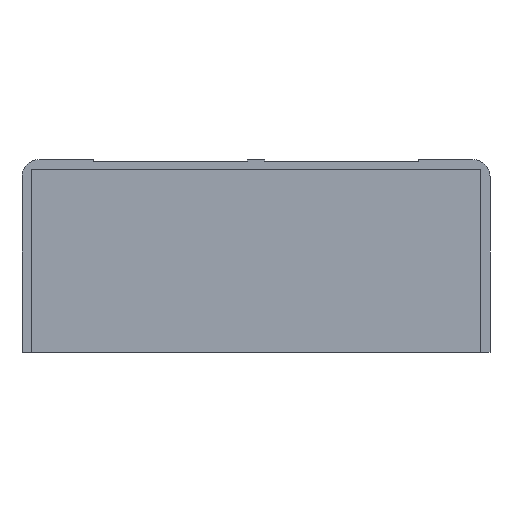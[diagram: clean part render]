
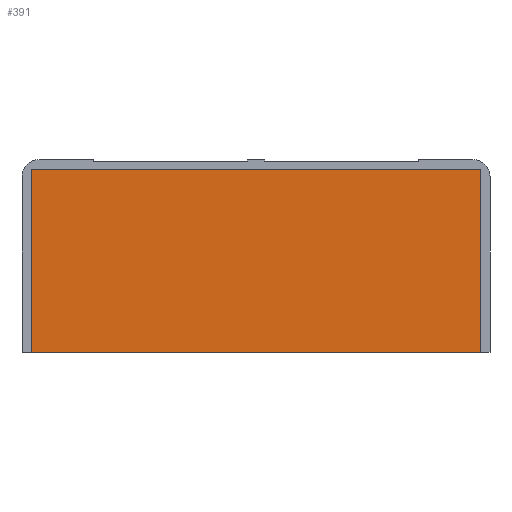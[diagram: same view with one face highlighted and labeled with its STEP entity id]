
A CAD part, left-side view. The second image highlights one B-rep face of the part: STEP entity #391.
In plain terms, the highlighted planar face has unit normal (-1, 0, 0).
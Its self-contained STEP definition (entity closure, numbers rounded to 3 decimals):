
#39 = CARTESIAN_POINT ( 'NONE',  ( -2., -40.5, 53.5 ) ) ;
#41 = ORIENTED_EDGE ( 'NONE', *, *, #122, .F. ) ;
#86 = FACE_OUTER_BOUND ( 'NONE', #564, .T. ) ;
#122 = EDGE_CURVE ( 'NONE', #494, #151, #181, .T. ) ;
#151 = VERTEX_POINT ( 'NONE', #449 ) ;
#152 = VECTOR ( 'NONE', #513, 1000. ) ;
#158 = VERTEX_POINT ( 'NONE', #39 ) ;
#160 = DIRECTION ( 'NONE',  ( 0., 0., 1. ) ) ;
#181 = LINE ( 'NONE', #601, #456 ) ;
#194 = CARTESIAN_POINT ( 'NONE',  ( -2., -40.5, 55.5 ) ) ;
#217 = CARTESIAN_POINT ( 'NONE',  ( -2., 90.5, 53.5 ) ) ;
#251 = LINE ( 'NONE', #511, #523 ) ;
#298 = CARTESIAN_POINT ( 'NONE',  ( -2., -40.5, 0. ) ) ;
#315 = AXIS2_PLACEMENT_3D ( 'NONE', #316, #410, #160 ) ;
#316 = CARTESIAN_POINT ( 'NONE',  ( -2., 0., 0. ) ) ;
#326 = DIRECTION ( 'NONE',  ( 0., 1., 0. ) ) ;
#391 = ADVANCED_FACE ( 'NONE', ( #86 ), #584, .T. ) ;
#410 = DIRECTION ( 'NONE',  ( -1., 0., 0. ) ) ;
#430 = EDGE_CURVE ( 'NONE', #494, #158, #459, .T. ) ;
#431 = DIRECTION ( 'NONE',  ( 0., 1., 0. ) ) ;
#441 = ORIENTED_EDGE ( 'NONE', *, *, #535, .T. ) ;
#445 = ORIENTED_EDGE ( 'NONE', *, *, #687, .F. ) ;
#449 = CARTESIAN_POINT ( 'NONE',  ( -2., 90.5, 0. ) ) ;
#456 = VECTOR ( 'NONE', #326, 1000. ) ;
#459 = LINE ( 'NONE', #194, #152 ) ;
#462 = LINE ( 'NONE', #676, #662 ) ;
#494 = VERTEX_POINT ( 'NONE', #298 ) ;
#511 = CARTESIAN_POINT ( 'NONE',  ( -2., 42.5, 53.5 ) ) ;
#513 = DIRECTION ( 'NONE',  ( 0., 0., 1. ) ) ;
#522 = ORIENTED_EDGE ( 'NONE', *, *, #430, .T. ) ;
#523 = VECTOR ( 'NONE', #431, 1000. ) ;
#535 = EDGE_CURVE ( 'NONE', #158, #675, #251, .T. ) ;
#564 = EDGE_LOOP ( 'NONE', ( #441, #445, #41, #522 ) ) ;
#584 = PLANE ( 'NONE',  #315 ) ;
#601 = CARTESIAN_POINT ( 'NONE',  ( -2., 40.5, 0. ) ) ;
#662 = VECTOR ( 'NONE', #684, 1000. ) ;
#675 = VERTEX_POINT ( 'NONE', #217 ) ;
#676 = CARTESIAN_POINT ( 'NONE',  ( -2., 90.5, 55.5 ) ) ;
#684 = DIRECTION ( 'NONE',  ( 0., 0., 1. ) ) ;
#687 = EDGE_CURVE ( 'NONE', #151, #675, #462, .T. ) ;
